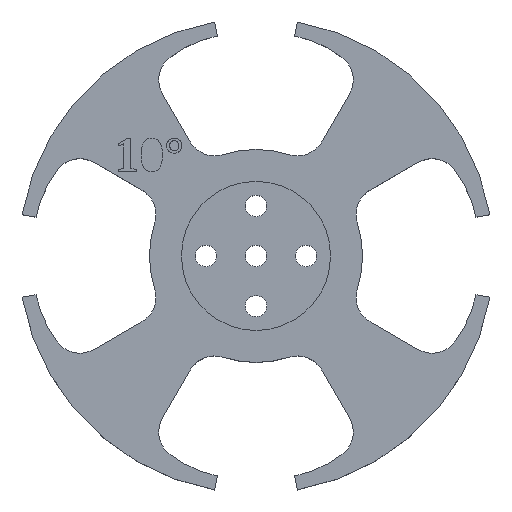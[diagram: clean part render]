
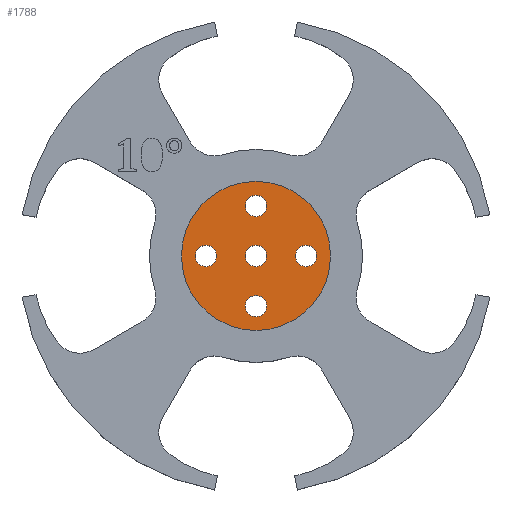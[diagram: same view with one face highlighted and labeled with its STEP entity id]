
A CAD part, top view. The second image highlights one B-rep face of the part: STEP entity #1788.
In plain terms, the highlighted planar face has unit normal (0, 0, 1).
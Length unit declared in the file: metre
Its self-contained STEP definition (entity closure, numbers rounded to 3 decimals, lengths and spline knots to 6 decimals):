
#697=ORIENTED_EDGE('',*,*,#1086,.F.);
#698=ORIENTED_EDGE('',*,*,#1087,.F.);
#699=ORIENTED_EDGE('',*,*,#1088,.F.);
#700=ORIENTED_EDGE('',*,*,#1089,.F.);
#701=ORIENTED_EDGE('',*,*,#1090,.F.);
#702=ORIENTED_EDGE('',*,*,#1085,.T.);
#1085=EDGE_CURVE('',#1304,#1304,#1436,.T.);
#1086=EDGE_CURVE('',#1305,#1305,#1437,.T.);
#1087=EDGE_CURVE('',#1306,#1306,#1438,.T.);
#1088=EDGE_CURVE('',#1307,#1307,#1439,.T.);
#1089=EDGE_CURVE('',#1308,#1308,#1440,.T.);
#1090=EDGE_CURVE('',#1309,#1309,#1441,.T.);
#1304=VERTEX_POINT('',#2963);
#1305=VERTEX_POINT('',#2966);
#1306=VERTEX_POINT('',#2968);
#1307=VERTEX_POINT('',#2970);
#1308=VERTEX_POINT('',#2972);
#1309=VERTEX_POINT('',#2974);
#1436=CIRCLE('',#1980,0.0105);
#1437=CIRCLE('',#1982,0.0015);
#1438=CIRCLE('',#1983,0.0015);
#1439=CIRCLE('',#1984,0.0015);
#1440=CIRCLE('',#1985,0.0015);
#1441=CIRCLE('',#1986,0.0015);
#1526=EDGE_LOOP('',(#697));
#1527=EDGE_LOOP('',(#698));
#1528=EDGE_LOOP('',(#699));
#1529=EDGE_LOOP('',(#700));
#1530=EDGE_LOOP('',(#701));
#1531=EDGE_LOOP('',(#702));
#1645=FACE_BOUND('',#1526,.T.);
#1646=FACE_BOUND('',#1527,.T.);
#1647=FACE_BOUND('',#1528,.T.);
#1648=FACE_BOUND('',#1529,.T.);
#1649=FACE_BOUND('',#1530,.T.);
#1650=FACE_BOUND('',#1531,.T.);
#1721=PLANE('',#1981);
#1788=ADVANCED_FACE('',(#1645,#1646,#1647,#1648,#1649,#1650),#1721,.T.);
#1980=AXIS2_PLACEMENT_3D('',#2962,#2404,#2405);
#1981=AXIS2_PLACEMENT_3D('',#2964,#2406,#2407);
#1982=AXIS2_PLACEMENT_3D('',#2965,#2408,#2409);
#1983=AXIS2_PLACEMENT_3D('',#2967,#2410,#2411);
#1984=AXIS2_PLACEMENT_3D('',#2969,#2412,#2413);
#1985=AXIS2_PLACEMENT_3D('',#2971,#2414,#2415);
#1986=AXIS2_PLACEMENT_3D('',#2973,#2416,#2417);
#2404=DIRECTION('',(0.,0.,1.));
#2405=DIRECTION('',(1.,0.,0.));
#2406=DIRECTION('',(0.,0.,1.));
#2407=DIRECTION('',(1.,0.,0.));
#2408=DIRECTION('',(0.,0.,1.));
#2409=DIRECTION('',(1.,0.,0.));
#2410=DIRECTION('',(0.,0.,1.));
#2411=DIRECTION('',(1.,0.,0.));
#2412=DIRECTION('',(0.,0.,1.));
#2413=DIRECTION('',(1.,0.,0.));
#2414=DIRECTION('',(0.,0.,1.));
#2415=DIRECTION('',(1.,0.,0.));
#2416=DIRECTION('',(0.,0.,1.));
#2417=DIRECTION('',(1.,0.,0.));
#2962=CARTESIAN_POINT('',(0.,0.,0.00715));
#2963=CARTESIAN_POINT('',(0.0105,0.,0.00715));
#2964=CARTESIAN_POINT('',(0.,0.,0.00715));
#2965=CARTESIAN_POINT('',(0.,0.,0.00715));
#2966=CARTESIAN_POINT('',(0.0015,0.,0.00715));
#2967=CARTESIAN_POINT('',(-0.00705,0.,0.00715));
#2968=CARTESIAN_POINT('',(-0.00555,0.,0.00715));
#2969=CARTESIAN_POINT('',(0.,-0.00705,0.00715));
#2970=CARTESIAN_POINT('',(0.0015,-0.00705,0.00715));
#2971=CARTESIAN_POINT('',(0.00705,0.,0.00715));
#2972=CARTESIAN_POINT('',(0.00855,0.,0.00715));
#2973=CARTESIAN_POINT('',(0.,0.00705,0.00715));
#2974=CARTESIAN_POINT('',(0.0015,0.00705,0.00715));
